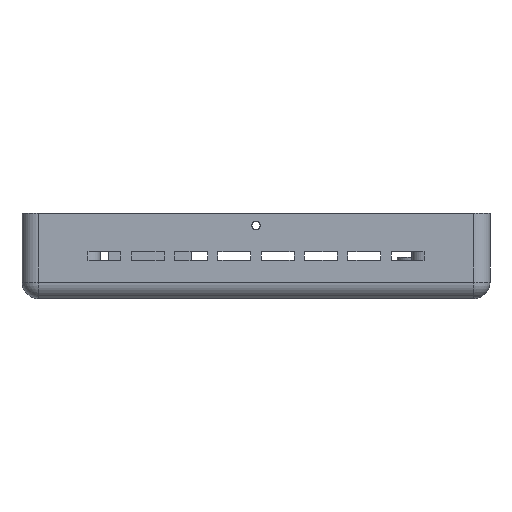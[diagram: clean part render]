
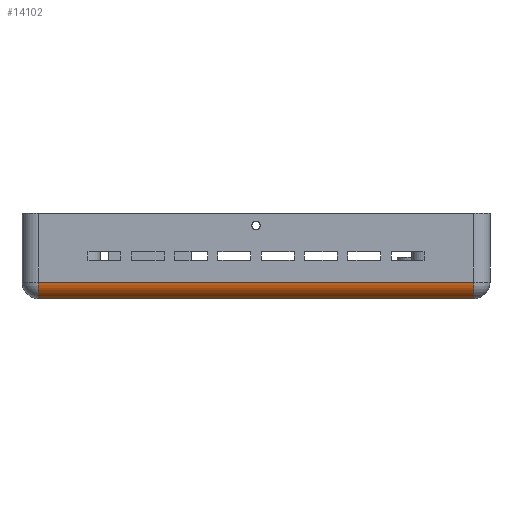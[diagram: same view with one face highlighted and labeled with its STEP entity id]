
A CAD part, left-side view. The second image highlights one B-rep face of the part: STEP entity #14102.
In plain terms, the highlighted cylindrical face has radius 4 mm (diameter 8 mm), a partial arc.
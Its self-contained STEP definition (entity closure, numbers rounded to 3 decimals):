
#1213 = PLANE('',#1214);
#1214 = AXIS2_PLACEMENT_3D('',#1215,#1216,#1217);
#1215 = CARTESIAN_POINT('',(0.,0.,0.));
#1216 = DIRECTION('',(-0.,-0.,1.));
#1217 = DIRECTION('',(1.,0.,0.));
#1328 = PLANE('',#1329);
#1329 = AXIS2_PLACEMENT_3D('',#1330,#1331,#1332);
#1330 = CARTESIAN_POINT('',(-157.,0.,0.));
#1331 = DIRECTION('',(-1.,-0.,-0.));
#1332 = DIRECTION('',(0.,0.,-1.));
#4806 = VERTEX_POINT('',#4807);
#4807 = CARTESIAN_POINT('',(-153.,4.,0.));
#4828 = EDGE_CURVE('',#4829,#4806,#4831,.T.);
#4829 = VERTEX_POINT('',#4830);
#4830 = CARTESIAN_POINT('',(-153.,109.5,0.));
#4831 = SURFACE_CURVE('',#4832,(#4836,#4843),.PCURVE_S1.);
#4832 = LINE('',#4833,#4834);
#4833 = CARTESIAN_POINT('',(-153.,109.5,0.));
#4834 = VECTOR('',#4835,1.);
#4835 = DIRECTION('',(0.,-1.,0.));
#4836 = PCURVE('',#1213,#4837);
#4837 = DEFINITIONAL_REPRESENTATION('',(#4838),#4842);
#4838 = LINE('',#4839,#4840);
#4839 = CARTESIAN_POINT('',(-153.,109.5));
#4840 = VECTOR('',#4841,1.);
#4841 = DIRECTION('',(-0.,-1.));
#4842 = ( GEOMETRIC_REPRESENTATION_CONTEXT(2) 
PARAMETRIC_REPRESENTATION_CONTEXT() REPRESENTATION_CONTEXT('2D SPACE',''
  ) );
#4843 = PCURVE('',#4844,#4849);
#4844 = CYLINDRICAL_SURFACE('',#4845,4.);
#4845 = AXIS2_PLACEMENT_3D('',#4846,#4847,#4848);
#4846 = CARTESIAN_POINT('',(-153.,109.5,4.));
#4847 = DIRECTION('',(0.,-1.,0.));
#4848 = DIRECTION('',(-1.,0.,0.));
#4849 = DEFINITIONAL_REPRESENTATION('',(#4850),#4854);
#4850 = LINE('',#4851,#4852);
#4851 = CARTESIAN_POINT('',(1.571,0.));
#4852 = VECTOR('',#4853,1.);
#4853 = DIRECTION('',(0.,1.));
#4854 = ( GEOMETRIC_REPRESENTATION_CONTEXT(2) 
PARAMETRIC_REPRESENTATION_CONTEXT() REPRESENTATION_CONTEXT('2D SPACE',''
  ) );
#7445 = VERTEX_POINT('',#7446);
#7446 = CARTESIAN_POINT('',(-157.,4.,4.));
#7461 = SPHERICAL_SURFACE('',#7462,4.);
#7462 = AXIS2_PLACEMENT_3D('',#7463,#7464,#7465);
#7463 = CARTESIAN_POINT('',(-153.,4.,4.));
#7464 = DIRECTION('',(0.,0.,-1.));
#7465 = DIRECTION('',(-1.,0.,-0.));
#7500 = VERTEX_POINT('',#7501);
#7501 = CARTESIAN_POINT('',(-157.,109.5,4.));
#7516 = SPHERICAL_SURFACE('',#7517,4.);
#7517 = AXIS2_PLACEMENT_3D('',#7518,#7519,#7520);
#7518 = CARTESIAN_POINT('',(-153.,109.5,4.));
#7519 = DIRECTION('',(0.,0.,-1.));
#7520 = DIRECTION('',(0.,1.,0.));
#7554 = EDGE_CURVE('',#7500,#7445,#7555,.T.);
#7555 = SURFACE_CURVE('',#7556,(#7560,#7567),.PCURVE_S1.);
#7556 = LINE('',#7557,#7558);
#7557 = CARTESIAN_POINT('',(-157.,109.5,4.));
#7558 = VECTOR('',#7559,1.);
#7559 = DIRECTION('',(0.,-1.,0.));
#7560 = PCURVE('',#1328,#7561);
#7561 = DEFINITIONAL_REPRESENTATION('',(#7562),#7566);
#7562 = LINE('',#7563,#7564);
#7563 = CARTESIAN_POINT('',(-4.,-109.5));
#7564 = VECTOR('',#7565,1.);
#7565 = DIRECTION('',(-0.,1.));
#7566 = ( GEOMETRIC_REPRESENTATION_CONTEXT(2) 
PARAMETRIC_REPRESENTATION_CONTEXT() REPRESENTATION_CONTEXT('2D SPACE',''
  ) );
#7567 = PCURVE('',#4844,#7568);
#7568 = DEFINITIONAL_REPRESENTATION('',(#7569),#7573);
#7569 = LINE('',#7570,#7571);
#7570 = CARTESIAN_POINT('',(0.,0.));
#7571 = VECTOR('',#7572,1.);
#7572 = DIRECTION('',(0.,1.));
#7573 = ( GEOMETRIC_REPRESENTATION_CONTEXT(2) 
PARAMETRIC_REPRESENTATION_CONTEXT() REPRESENTATION_CONTEXT('2D SPACE',''
  ) );
#14102 = ADVANCED_FACE('',(#14103),#4844,.T.);
#14103 = FACE_BOUND('',#14104,.T.);
#14104 = EDGE_LOOP('',(#14105,#14125,#14126,#14146));
#14105 = ORIENTED_EDGE('',*,*,#14106,.T.);
#14106 = EDGE_CURVE('',#7500,#4829,#14107,.T.);
#14107 = SURFACE_CURVE('',#14108,(#14113,#14119),.PCURVE_S1.);
#14108 = CIRCLE('',#14109,4.);
#14109 = AXIS2_PLACEMENT_3D('',#14110,#14111,#14112);
#14110 = CARTESIAN_POINT('',(-153.,109.5,4.));
#14111 = DIRECTION('',(0.,-1.,-0.));
#14112 = DIRECTION('',(-1.,0.,0.));
#14113 = PCURVE('',#4844,#14114);
#14114 = DEFINITIONAL_REPRESENTATION('',(#14115),#14118);
#14115 = B_SPLINE_CURVE_WITH_KNOTS('',1,(#14116,#14117),.UNSPECIFIED.,
  .F.,.F.,(2,2),(0.,1.571),.PIECEWISE_BEZIER_KNOTS.);
#14116 = CARTESIAN_POINT('',(0.,0.));
#14117 = CARTESIAN_POINT('',(1.571,0.));
#14118 = ( GEOMETRIC_REPRESENTATION_CONTEXT(2) 
PARAMETRIC_REPRESENTATION_CONTEXT() REPRESENTATION_CONTEXT('2D SPACE',''
  ) );
#14119 = PCURVE('',#7516,#14120);
#14120 = DEFINITIONAL_REPRESENTATION('',(#14121),#14124);
#14121 = B_SPLINE_CURVE_WITH_KNOTS('',1,(#14122,#14123),.UNSPECIFIED.,
  .F.,.F.,(2,2),(0.,1.571),.PIECEWISE_BEZIER_KNOTS.);
#14122 = CARTESIAN_POINT('',(-1.571,0.));
#14123 = CARTESIAN_POINT('',(-1.571,1.571));
#14124 = ( GEOMETRIC_REPRESENTATION_CONTEXT(2) 
PARAMETRIC_REPRESENTATION_CONTEXT() REPRESENTATION_CONTEXT('2D SPACE',''
  ) );
#14125 = ORIENTED_EDGE('',*,*,#4828,.T.);
#14126 = ORIENTED_EDGE('',*,*,#14127,.F.);
#14127 = EDGE_CURVE('',#7445,#4806,#14128,.T.);
#14128 = SURFACE_CURVE('',#14129,(#14134,#14140),.PCURVE_S1.);
#14129 = CIRCLE('',#14130,4.);
#14130 = AXIS2_PLACEMENT_3D('',#14131,#14132,#14133);
#14131 = CARTESIAN_POINT('',(-153.,4.,4.));
#14132 = DIRECTION('',(0.,-1.,0.));
#14133 = DIRECTION('',(-1.,0.,0.));
#14134 = PCURVE('',#4844,#14135);
#14135 = DEFINITIONAL_REPRESENTATION('',(#14136),#14139);
#14136 = B_SPLINE_CURVE_WITH_KNOTS('',1,(#14137,#14138),.UNSPECIFIED.,
  .F.,.F.,(2,2),(0.,1.571),.PIECEWISE_BEZIER_KNOTS.);
#14137 = CARTESIAN_POINT('',(0.,105.5));
#14138 = CARTESIAN_POINT('',(1.571,105.5));
#14139 = ( GEOMETRIC_REPRESENTATION_CONTEXT(2) 
PARAMETRIC_REPRESENTATION_CONTEXT() REPRESENTATION_CONTEXT('2D SPACE',''
  ) );
#14140 = PCURVE('',#7461,#14141);
#14141 = DEFINITIONAL_REPRESENTATION('',(#14142),#14145);
#14142 = B_SPLINE_CURVE_WITH_KNOTS('',1,(#14143,#14144),.UNSPECIFIED.,
  .F.,.F.,(2,2),(0.,1.571),.PIECEWISE_BEZIER_KNOTS.);
#14143 = CARTESIAN_POINT('',(0.,0.));
#14144 = CARTESIAN_POINT('',(0.,1.571));
#14145 = ( GEOMETRIC_REPRESENTATION_CONTEXT(2) 
PARAMETRIC_REPRESENTATION_CONTEXT() REPRESENTATION_CONTEXT('2D SPACE',''
  ) );
#14146 = ORIENTED_EDGE('',*,*,#7554,.F.);
